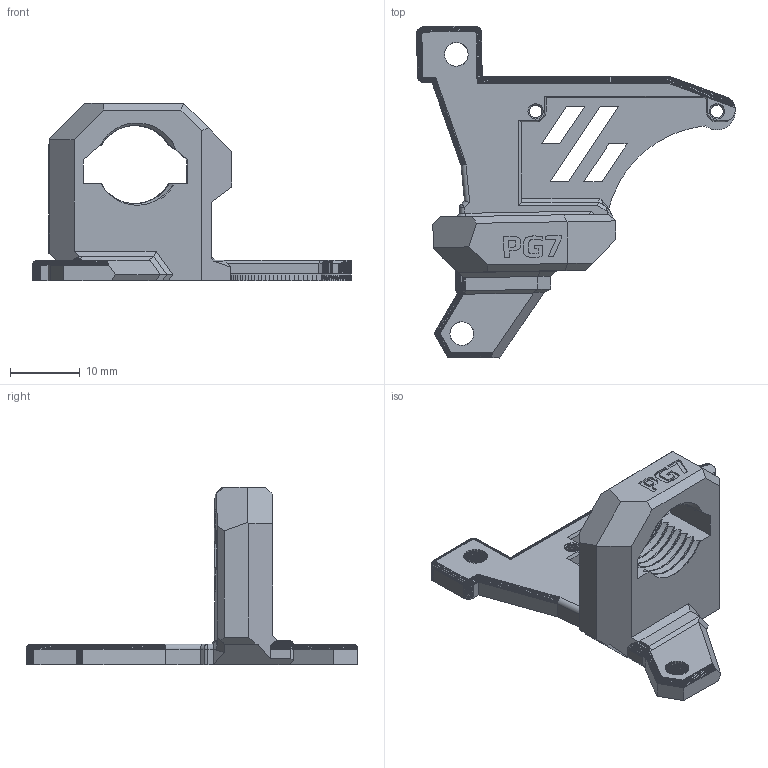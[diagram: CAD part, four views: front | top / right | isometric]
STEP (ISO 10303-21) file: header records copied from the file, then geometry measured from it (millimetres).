
FILE_DESCRIPTION(/* description */ ('STEP AP242','CAx-IF Rec.Pracs.---Representation and Presentation of Product Manufacturing Information (PMI)---4.0---2014-10-13','CAx-IF Rec.Pracs.---3D Tessellated Geometry---0.4---2014-09-14','2;1'),/* implementation_level */ '2;1');
FILE_NAME(/* name */ '6562d526573c756234498a9d',/* time_stamp */ '2023-11-26T05:18:32Z',/* author */ (''),/* organization */ (''),/* preprocessor_version */ 'ST-DEVELOPER v19.4',/* originating_system */ ' ',/* authorisation */ ' ');
FILE_SCHEMA (('AP242_MANAGED_MODEL_BASED_3D_ENGINEERING_MIM_LF { 1 0 10303 442 1 1 4 }'));
Length unit declared in the file: metre
Products named in the file (1): LP-12 M16 3DO Umbilical
Bounding box: 45.71 x 47.61 x 25.51 mm (x, y, z)
Volume: 5203.4 mm3; surface area: 3959.2 mm2
Topology: 1 solids, 1 shells, 1735 faces, 3538 edges, 1808 vertices
Faces by surface type: plane 1644, bspline 51, cylinder 38, sphere 1, cone 1
Entity records: 45951 total; most frequent: CARTESIAN_POINT 11171, ORIENTED_EDGE 7074, DIRECTION 6784, EDGE_CURVE 3537, LINE 3284, VECTOR 3284, VERTEX_POINT 1808, EDGE_LOOP 1755
